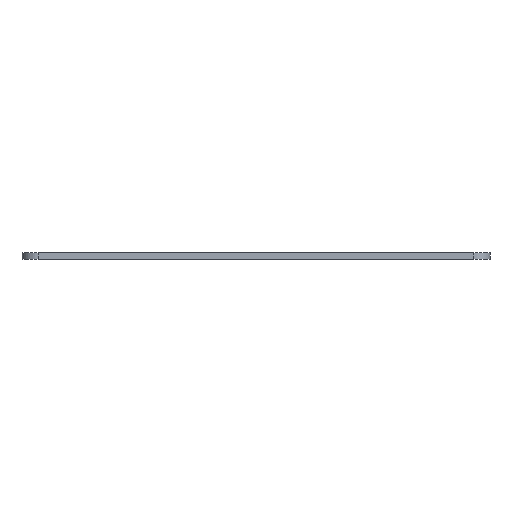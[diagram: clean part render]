
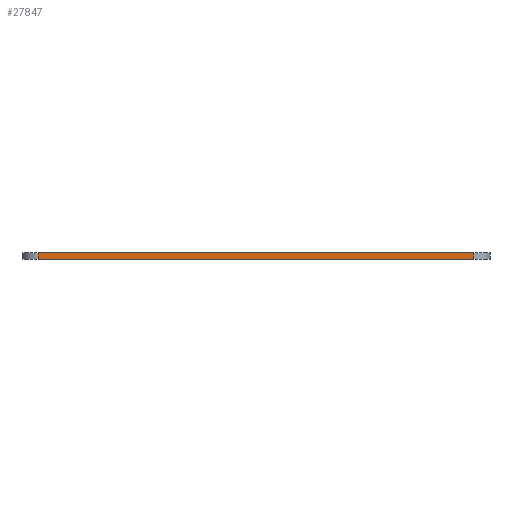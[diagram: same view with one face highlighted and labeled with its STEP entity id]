
A CAD part, left-side view. The second image highlights one B-rep face of the part: STEP entity #27847.
In plain terms, the highlighted planar face has unit normal (-1, 0, 0).
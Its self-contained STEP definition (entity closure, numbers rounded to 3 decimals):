
#83 = PLANE('',#84);
#84 = AXIS2_PLACEMENT_3D('',#85,#86,#87);
#85 = CARTESIAN_POINT('',(0.,0.,1.6));
#86 = DIRECTION('',(-0.,-0.,-1.));
#87 = DIRECTION('',(-1.,0.,0.));
#137 = PLANE('',#138);
#138 = AXIS2_PLACEMENT_3D('',#139,#140,#141);
#139 = CARTESIAN_POINT('',(0.,0.,0.));
#140 = DIRECTION('',(-0.,-0.,-1.));
#141 = DIRECTION('',(-1.,0.,0.));
#350 = VERTEX_POINT('',#351);
#351 = CARTESIAN_POINT('',(-93.978,-50.798,0.));
#370 = CYLINDRICAL_SURFACE('',#371,3.81);
#371 = AXIS2_PLACEMENT_3D('',#372,#373,#374);
#372 = CARTESIAN_POINT('',(-90.168,-50.798,0.));
#373 = DIRECTION('',(-0.,-0.,-1.));
#374 = DIRECTION('',(1.,0.,-0.));
#382 = EDGE_CURVE('',#350,#383,#385,.T.);
#383 = VERTEX_POINT('',#384);
#384 = CARTESIAN_POINT('',(-93.978,50.798,0.));
#385 = SURFACE_CURVE('',#386,(#390,#397),.PCURVE_S1.);
#386 = LINE('',#387,#388);
#387 = CARTESIAN_POINT('',(-93.978,-50.798,0.));
#388 = VECTOR('',#389,1.);
#389 = DIRECTION('',(0.,1.,0.));
#390 = PCURVE('',#137,#391);
#391 = DEFINITIONAL_REPRESENTATION('',(#392),#396);
#392 = LINE('',#393,#394);
#393 = CARTESIAN_POINT('',(93.978,-50.798));
#394 = VECTOR('',#395,1.);
#395 = DIRECTION('',(0.,1.));
#396 = ( GEOMETRIC_REPRESENTATION_CONTEXT(2) 
PARAMETRIC_REPRESENTATION_CONTEXT() REPRESENTATION_CONTEXT('2D SPACE',''
  ) );
#397 = PCURVE('',#398,#403);
#398 = PLANE('',#399);
#399 = AXIS2_PLACEMENT_3D('',#400,#401,#402);
#400 = CARTESIAN_POINT('',(-93.978,-50.798,0.));
#401 = DIRECTION('',(-1.,0.,0.));
#402 = DIRECTION('',(0.,1.,0.));
#403 = DEFINITIONAL_REPRESENTATION('',(#404),#408);
#404 = LINE('',#405,#406);
#405 = CARTESIAN_POINT('',(0.,0.));
#406 = VECTOR('',#407,1.);
#407 = DIRECTION('',(1.,0.));
#408 = ( GEOMETRIC_REPRESENTATION_CONTEXT(2) 
PARAMETRIC_REPRESENTATION_CONTEXT() REPRESENTATION_CONTEXT('2D SPACE',''
  ) );
#431 = CYLINDRICAL_SURFACE('',#432,3.81);
#432 = AXIS2_PLACEMENT_3D('',#433,#434,#435);
#433 = CARTESIAN_POINT('',(-90.168,50.798,0.));
#434 = DIRECTION('',(-0.,-0.,-1.));
#435 = DIRECTION('',(1.,0.,-0.));
#15132 = VERTEX_POINT('',#15133);
#15133 = CARTESIAN_POINT('',(-93.978,-50.798,1.6));
#15159 = EDGE_CURVE('',#15132,#15160,#15162,.T.);
#15160 = VERTEX_POINT('',#15161);
#15161 = CARTESIAN_POINT('',(-93.978,50.798,1.6));
#15162 = SURFACE_CURVE('',#15163,(#15167,#15174),.PCURVE_S1.);
#15163 = LINE('',#15164,#15165);
#15164 = CARTESIAN_POINT('',(-93.978,-50.798,1.6));
#15165 = VECTOR('',#15166,1.);
#15166 = DIRECTION('',(0.,1.,0.));
#15167 = PCURVE('',#83,#15168);
#15168 = DEFINITIONAL_REPRESENTATION('',(#15169),#15173);
#15169 = LINE('',#15170,#15171);
#15170 = CARTESIAN_POINT('',(93.978,-50.798));
#15171 = VECTOR('',#15172,1.);
#15172 = DIRECTION('',(0.,1.));
#15173 = ( GEOMETRIC_REPRESENTATION_CONTEXT(2) 
PARAMETRIC_REPRESENTATION_CONTEXT() REPRESENTATION_CONTEXT('2D SPACE',''
  ) );
#15174 = PCURVE('',#398,#15175);
#15175 = DEFINITIONAL_REPRESENTATION('',(#15176),#15180);
#15176 = LINE('',#15177,#15178);
#15177 = CARTESIAN_POINT('',(0.,-1.6));
#15178 = VECTOR('',#15179,1.);
#15179 = DIRECTION('',(1.,0.));
#15180 = ( GEOMETRIC_REPRESENTATION_CONTEXT(2) 
PARAMETRIC_REPRESENTATION_CONTEXT() REPRESENTATION_CONTEXT('2D SPACE',''
  ) );
#27799 = EDGE_CURVE('',#383,#15160,#27800,.T.);
#27800 = SURFACE_CURVE('',#27801,(#27805,#27812),.PCURVE_S1.);
#27801 = LINE('',#27802,#27803);
#27802 = CARTESIAN_POINT('',(-93.978,50.798,0.));
#27803 = VECTOR('',#27804,1.);
#27804 = DIRECTION('',(0.,0.,1.));
#27805 = PCURVE('',#431,#27806);
#27806 = DEFINITIONAL_REPRESENTATION('',(#27807),#27811);
#27807 = LINE('',#27808,#27809);
#27808 = CARTESIAN_POINT('',(-3.142,0.));
#27809 = VECTOR('',#27810,1.);
#27810 = DIRECTION('',(-0.,-1.));
#27811 = ( GEOMETRIC_REPRESENTATION_CONTEXT(2) 
PARAMETRIC_REPRESENTATION_CONTEXT() REPRESENTATION_CONTEXT('2D SPACE',''
  ) );
#27812 = PCURVE('',#398,#27813);
#27813 = DEFINITIONAL_REPRESENTATION('',(#27814),#27818);
#27814 = LINE('',#27815,#27816);
#27815 = CARTESIAN_POINT('',(101.597,0.));
#27816 = VECTOR('',#27817,1.);
#27817 = DIRECTION('',(0.,-1.));
#27818 = ( GEOMETRIC_REPRESENTATION_CONTEXT(2) 
PARAMETRIC_REPRESENTATION_CONTEXT() REPRESENTATION_CONTEXT('2D SPACE',''
  ) );
#27824 = EDGE_CURVE('',#350,#15132,#27825,.T.);
#27825 = SURFACE_CURVE('',#27826,(#27830,#27837),.PCURVE_S1.);
#27826 = LINE('',#27827,#27828);
#27827 = CARTESIAN_POINT('',(-93.978,-50.798,0.));
#27828 = VECTOR('',#27829,1.);
#27829 = DIRECTION('',(0.,0.,1.));
#27830 = PCURVE('',#370,#27831);
#27831 = DEFINITIONAL_REPRESENTATION('',(#27832),#27836);
#27832 = LINE('',#27833,#27834);
#27833 = CARTESIAN_POINT('',(-3.142,0.));
#27834 = VECTOR('',#27835,1.);
#27835 = DIRECTION('',(-0.,-1.));
#27836 = ( GEOMETRIC_REPRESENTATION_CONTEXT(2) 
PARAMETRIC_REPRESENTATION_CONTEXT() REPRESENTATION_CONTEXT('2D SPACE',''
  ) );
#27837 = PCURVE('',#398,#27838);
#27838 = DEFINITIONAL_REPRESENTATION('',(#27839),#27843);
#27839 = LINE('',#27840,#27841);
#27840 = CARTESIAN_POINT('',(0.,0.));
#27841 = VECTOR('',#27842,1.);
#27842 = DIRECTION('',(0.,-1.));
#27843 = ( GEOMETRIC_REPRESENTATION_CONTEXT(2) 
PARAMETRIC_REPRESENTATION_CONTEXT() REPRESENTATION_CONTEXT('2D SPACE',''
  ) );
#27847 = ADVANCED_FACE('',(#27848),#398,.T.);
#27848 = FACE_BOUND('',#27849,.T.);
#27849 = EDGE_LOOP('',(#27850,#27851,#27852,#27853));
#27850 = ORIENTED_EDGE('',*,*,#27824,.T.);
#27851 = ORIENTED_EDGE('',*,*,#15159,.T.);
#27852 = ORIENTED_EDGE('',*,*,#27799,.F.);
#27853 = ORIENTED_EDGE('',*,*,#382,.F.);
